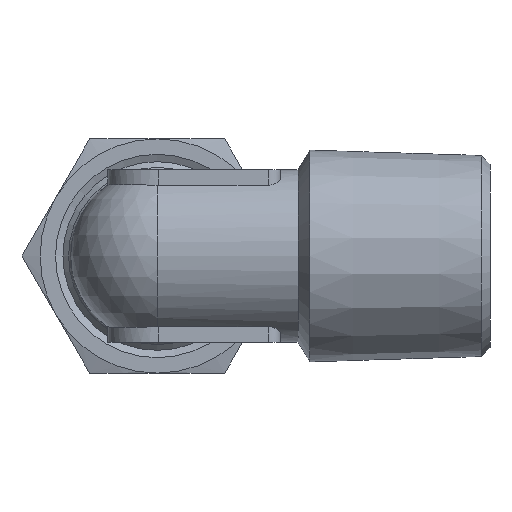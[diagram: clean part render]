
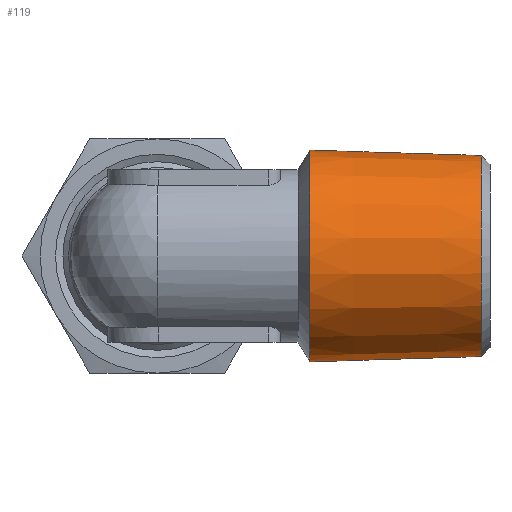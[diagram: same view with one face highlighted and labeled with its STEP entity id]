
A CAD part, left-side view. The second image highlights one B-rep face of the part: STEP entity #119.
In plain terms, the highlighted conical face has half-angle 1.788 degrees and reference radius 8.587 mm.
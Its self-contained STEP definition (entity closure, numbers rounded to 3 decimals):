
#119 = ADVANCED_FACE( '', ( #241, #242 ), #243, .T. );
#241 = FACE_BOUND( '', #392, .T. );
#242 = FACE_OUTER_BOUND( '', #393, .T. );
#243 = CONICAL_SURFACE( '', #394, 8.587, 0.031 );
#392 = EDGE_LOOP( '', ( #783 ) );
#393 = EDGE_LOOP( '', ( #784 ) );
#394 = AXIS2_PLACEMENT_3D( '', #785, #786, #787 );
#783 = ORIENTED_EDGE( '', *, *, #1076, .F. );
#784 = ORIENTED_EDGE( '', *, *, #1077, .T. );
#785 = CARTESIAN_POINT( '', ( 0., -12.39, 0. ) );
#786 = DIRECTION( '', ( 0., 1., 0. ) );
#787 = DIRECTION( '', ( 0., 0., 1. ) );
#1076 = EDGE_CURVE( '', #1316, #1316, #1317, .T. );
#1077 = EDGE_CURVE( '', #1318, #1318, #1319, .T. );
#1316 = VERTEX_POINT( '', #1858 );
#1317 = CIRCLE( '', #1859, 8.153 );
#1318 = VERTEX_POINT( '', #1860 );
#1319 = CIRCLE( '', #1861, 8.587 );
#1858 = CARTESIAN_POINT( '', ( 0., -26.302, -8.153 ) );
#1859 = AXIS2_PLACEMENT_3D( '', #2084, #2085, #2086 );
#1860 = CARTESIAN_POINT( '', ( 0., -12.39, -8.587 ) );
#1861 = AXIS2_PLACEMENT_3D( '', #2087, #2088, #2089 );
#2084 = CARTESIAN_POINT( '', ( 0., -26.302, 0. ) );
#2085 = DIRECTION( '', ( 0., -1., 0. ) );
#2086 = DIRECTION( '', ( 0., 0., -1. ) );
#2087 = CARTESIAN_POINT( '', ( 0., -12.39, 0. ) );
#2088 = DIRECTION( '', ( 0., -1., 0. ) );
#2089 = DIRECTION( '', ( 0., 0., -1. ) );
